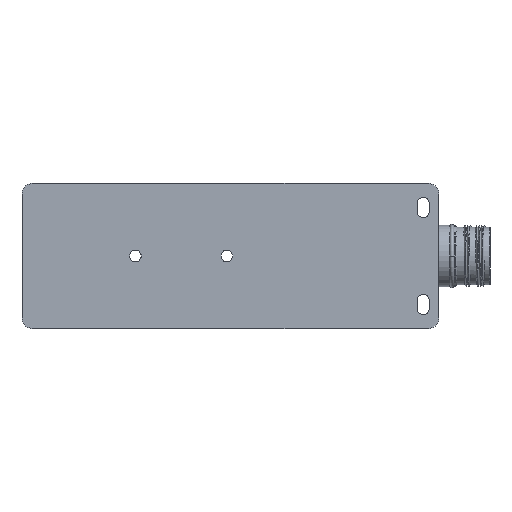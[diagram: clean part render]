
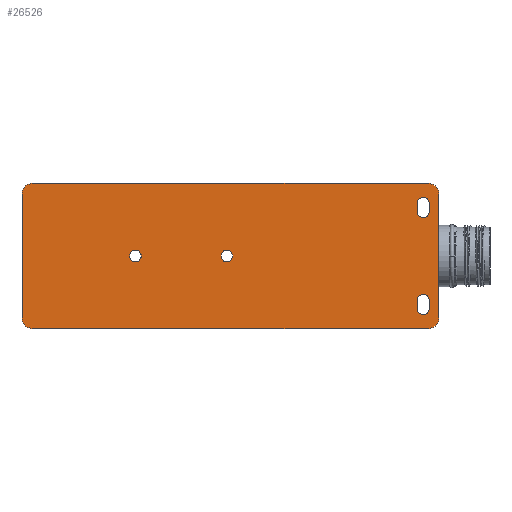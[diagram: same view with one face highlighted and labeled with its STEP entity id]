
A CAD part, front view. The second image highlights one B-rep face of the part: STEP entity #26526.
In plain terms, the highlighted planar face has unit normal (0, -1, 0).
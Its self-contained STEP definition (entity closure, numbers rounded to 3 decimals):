
#7542=CARTESIAN_POINT('',(39.15,0.,0.));
#7543=DIRECTION('',(0.,1.,0.));
#7544=DIRECTION('',(-1.,0.,0.));
#7545=AXIS2_PLACEMENT_3D('',#7542,#7543,#7544);
#7547=CARTESIAN_POINT('',(39.15,0.,0.));
#7548=DIRECTION('',(0.,1.,0.));
#7549=DIRECTION('',(0.,0.,-1.));
#7550=AXIS2_PLACEMENT_3D('',#7547,#7548,#7549);
#7552=CARTESIAN_POINT('',(39.15,0.,0.));
#7553=DIRECTION('',(0.,1.,0.));
#7554=DIRECTION('',(1.,0.,0.));
#7555=AXIS2_PLACEMENT_3D('',#7552,#7553,#7554);
#7557=CARTESIAN_POINT('',(39.15,0.,0.));
#7558=DIRECTION('',(0.,1.,0.));
#7559=DIRECTION('',(0.,0.,1.));
#7560=AXIS2_PLACEMENT_3D('',#7557,#7558,#7559);
#7562=CARTESIAN_POINT('',(73.15,0.,0.));
#7563=DIRECTION('',(0.,1.,0.));
#7564=DIRECTION('',(-1.,0.,0.));
#7565=AXIS2_PLACEMENT_3D('',#7562,#7563,#7564);
#7567=CARTESIAN_POINT('',(73.15,0.,0.));
#7568=DIRECTION('',(0.,1.,0.));
#7569=DIRECTION('',(0.,0.,-1.));
#7570=AXIS2_PLACEMENT_3D('',#7567,#7568,#7569);
#7572=CARTESIAN_POINT('',(73.15,0.,0.));
#7573=DIRECTION('',(0.,1.,0.));
#7574=DIRECTION('',(1.,0.,0.));
#7575=AXIS2_PLACEMENT_3D('',#7572,#7573,#7574);
#7577=CARTESIAN_POINT('',(73.15,0.,0.));
#7578=DIRECTION('',(0.,1.,0.));
#7579=DIRECTION('',(0.,0.,1.));
#7580=AXIS2_PLACEMENT_3D('',#7577,#7578,#7579);
#7582=CARTESIAN_POINT('',(146.15,0.,-19.5));
#7583=DIRECTION('',(0.,1.,0.));
#7584=DIRECTION('',(1.,0.,0.));
#7585=AXIS2_PLACEMENT_3D('',#7582,#7583,#7584);
#7587=DIRECTION('',(0.,0.,-1.));
#7588=VECTOR('',#7587,3.);
#7589=CARTESIAN_POINT('',(148.4,0.,-16.5));
#7590=LINE('',#7589,#7588);
#7591=CARTESIAN_POINT('',(146.15,0.,-16.5));
#7592=DIRECTION('',(0.,1.,0.));
#7593=DIRECTION('',(0.,0.,1.));
#7594=AXIS2_PLACEMENT_3D('',#7591,#7592,#7593);
#7596=CARTESIAN_POINT('',(146.15,0.,-16.5));
#7597=DIRECTION('',(0.,1.,0.));
#7598=DIRECTION('',(-1.,0.,0.));
#7599=AXIS2_PLACEMENT_3D('',#7596,#7597,#7598);
#7601=DIRECTION('',(0.,0.,1.));
#7602=VECTOR('',#7601,3.);
#7603=CARTESIAN_POINT('',(143.9,0.,-19.5));
#7604=LINE('',#7603,#7602);
#7605=CARTESIAN_POINT('',(146.15,0.,-19.5));
#7606=DIRECTION('',(0.,1.,0.));
#7607=DIRECTION('',(0.,0.,-1.));
#7608=AXIS2_PLACEMENT_3D('',#7605,#7606,#7607);
#7610=CARTESIAN_POINT('',(146.15,0.,16.5));
#7611=DIRECTION('',(0.,1.,0.));
#7612=DIRECTION('',(1.,0.,0.));
#7613=AXIS2_PLACEMENT_3D('',#7610,#7611,#7612);
#7615=DIRECTION('',(0.,0.,-1.));
#7616=VECTOR('',#7615,3.);
#7617=CARTESIAN_POINT('',(148.4,0.,19.5));
#7618=LINE('',#7617,#7616);
#7619=CARTESIAN_POINT('',(146.15,0.,19.5));
#7620=DIRECTION('',(0.,1.,0.));
#7621=DIRECTION('',(0.,0.,1.));
#7622=AXIS2_PLACEMENT_3D('',#7619,#7620,#7621);
#7624=CARTESIAN_POINT('',(146.15,0.,19.5));
#7625=DIRECTION('',(0.,1.,0.));
#7626=DIRECTION('',(-1.,0.,0.));
#7627=AXIS2_PLACEMENT_3D('',#7624,#7625,#7626);
#7629=DIRECTION('',(0.,0.,1.));
#7630=VECTOR('',#7629,3.);
#7631=CARTESIAN_POINT('',(143.9,0.,16.5));
#7632=LINE('',#7631,#7630);
#7633=CARTESIAN_POINT('',(146.15,0.,16.5));
#7634=DIRECTION('',(0.,1.,0.));
#7635=DIRECTION('',(0.,0.,-1.));
#7636=AXIS2_PLACEMENT_3D('',#7633,#7634,#7635);
#7638=CARTESIAN_POINT('',(1.,0.,-23.));
#7639=DIRECTION('',(0.,-1.,0.));
#7640=DIRECTION('',(-1.,0.,0.));
#7641=AXIS2_PLACEMENT_3D('',#7638,#7639,#7640);
#7643=DIRECTION('',(0.,0.,-1.));
#7644=VECTOR('',#7643,46.);
#7645=CARTESIAN_POINT('',(-3.,0.,23.));
#7646=LINE('',#7645,#7644);
#7647=CARTESIAN_POINT('',(1.,0.,23.));
#7648=DIRECTION('',(0.,-1.,0.));
#7649=DIRECTION('',(0.,0.,1.));
#7650=AXIS2_PLACEMENT_3D('',#7647,#7648,#7649);
#7652=DIRECTION('',(-1.,0.,0.));
#7653=VECTOR('',#7652,147.);
#7654=CARTESIAN_POINT('',(148.,0.,27.));
#7655=LINE('',#7654,#7653);
#7656=CARTESIAN_POINT('',(148.,0.,23.));
#7657=DIRECTION('',(0.,-1.,0.));
#7658=DIRECTION('',(1.,0.,0.));
#7659=AXIS2_PLACEMENT_3D('',#7656,#7657,#7658);
#7661=DIRECTION('',(0.,0.,1.));
#7662=VECTOR('',#7661,46.);
#7663=CARTESIAN_POINT('',(152.,0.,-23.));
#7664=LINE('',#7663,#7662);
#7665=CARTESIAN_POINT('',(148.,0.,-23.));
#7666=DIRECTION('',(0.,-1.,0.));
#7667=DIRECTION('',(0.,0.,-1.));
#7668=AXIS2_PLACEMENT_3D('',#7665,#7666,#7667);
#7670=DIRECTION('',(1.,0.,0.));
#7671=VECTOR('',#7670,147.);
#7672=CARTESIAN_POINT('',(1.,0.,-27.));
#7673=LINE('',#7672,#7671);
#12303=CARTESIAN_POINT('',(37.,0.,0.));
#12304=CARTESIAN_POINT('',(39.15,0.,2.15));
#12305=VERTEX_POINT('',#12303);
#12306=VERTEX_POINT('',#12304);
#12307=CARTESIAN_POINT('',(41.3,0.,0.));
#12308=VERTEX_POINT('',#12307);
#12309=CARTESIAN_POINT('',(39.15,0.,-2.15));
#12310=VERTEX_POINT('',#12309);
#12311=CARTESIAN_POINT('',(71.,0.,0.));
#12312=CARTESIAN_POINT('',(73.15,0.,2.15));
#12313=VERTEX_POINT('',#12311);
#12314=VERTEX_POINT('',#12312);
#12315=CARTESIAN_POINT('',(75.3,0.,0.));
#12316=VERTEX_POINT('',#12315);
#12317=CARTESIAN_POINT('',(73.15,0.,-2.15));
#12318=VERTEX_POINT('',#12317);
#12319=CARTESIAN_POINT('',(148.4,0.,-19.5));
#12320=CARTESIAN_POINT('',(146.15,0.,-21.75));
#12321=VERTEX_POINT('',#12319);
#12322=VERTEX_POINT('',#12320);
#12323=CARTESIAN_POINT('',(143.9,0.,-19.5));
#12324=VERTEX_POINT('',#12323);
#12325=CARTESIAN_POINT('',(143.9,0.,-16.5));
#12326=VERTEX_POINT('',#12325);
#12327=CARTESIAN_POINT('',(146.15,0.,-14.25));
#12328=VERTEX_POINT('',#12327);
#12329=CARTESIAN_POINT('',(148.4,0.,-16.5));
#12330=VERTEX_POINT('',#12329);
#12331=CARTESIAN_POINT('',(148.4,0.,16.5));
#12332=CARTESIAN_POINT('',(146.15,0.,14.25));
#12333=VERTEX_POINT('',#12331);
#12334=VERTEX_POINT('',#12332);
#12335=CARTESIAN_POINT('',(143.9,0.,16.5));
#12336=VERTEX_POINT('',#12335);
#12337=CARTESIAN_POINT('',(143.9,0.,19.5));
#12338=VERTEX_POINT('',#12337);
#12339=CARTESIAN_POINT('',(146.15,0.,21.75));
#12340=VERTEX_POINT('',#12339);
#12341=CARTESIAN_POINT('',(148.4,0.,19.5));
#12342=VERTEX_POINT('',#12341);
#12343=CARTESIAN_POINT('',(-3.,0.,-23.));
#12344=CARTESIAN_POINT('',(1.,0.,-27.));
#12345=VERTEX_POINT('',#12343);
#12346=VERTEX_POINT('',#12344);
#12347=CARTESIAN_POINT('',(148.,0.,-27.));
#12348=VERTEX_POINT('',#12347);
#12349=CARTESIAN_POINT('',(152.,0.,-23.));
#12350=VERTEX_POINT('',#12349);
#12351=CARTESIAN_POINT('',(152.,0.,23.));
#12352=VERTEX_POINT('',#12351);
#12353=CARTESIAN_POINT('',(148.,0.,27.));
#12354=VERTEX_POINT('',#12353);
#12355=CARTESIAN_POINT('',(1.,0.,27.));
#12356=VERTEX_POINT('',#12355);
#12357=CARTESIAN_POINT('',(-3.,0.,23.));
#12358=VERTEX_POINT('',#12357);
#26459=CARTESIAN_POINT('',(-88.6,0.,0.25));
#26460=DIRECTION('',(0.,1.,0.));
#26461=DIRECTION('',(-1.,0.,0.));
#26462=AXIS2_PLACEMENT_3D('',#26459,#26460,#26461);
#26463=PLANE('',#26462);
#26465=ORIENTED_EDGE('',*,*,#26464,.F.);
#26467=ORIENTED_EDGE('',*,*,#26466,.F.);
#26469=ORIENTED_EDGE('',*,*,#26468,.F.);
#26471=ORIENTED_EDGE('',*,*,#26470,.F.);
#26473=ORIENTED_EDGE('',*,*,#26472,.F.);
#26475=ORIENTED_EDGE('',*,*,#26474,.F.);
#26477=ORIENTED_EDGE('',*,*,#26476,.F.);
#26479=ORIENTED_EDGE('',*,*,#26478,.F.);
#26480=EDGE_LOOP('',(#26465,#26467,#26469,#26471,#26473,#26475,#26477,#26479));
#26481=FACE_OUTER_BOUND('',#26480,.F.);
#26482=ORIENTED_EDGE('',*,*,#26452,.F.);
#26483=ORIENTED_EDGE('',*,*,#26436,.F.);
#26484=ORIENTED_EDGE('',*,*,#26434,.F.);
#26485=ORIENTED_EDGE('',*,*,#26454,.F.);
#26486=EDGE_LOOP('',(#26482,#26483,#26484,#26485));
#26487=FACE_BOUND('',#26486,.F.);
#26489=ORIENTED_EDGE('',*,*,#26488,.F.);
#26491=ORIENTED_EDGE('',*,*,#26490,.F.);
#26493=ORIENTED_EDGE('',*,*,#26492,.F.);
#26495=ORIENTED_EDGE('',*,*,#26494,.F.);
#26497=ORIENTED_EDGE('',*,*,#26496,.F.);
#26499=ORIENTED_EDGE('',*,*,#26498,.F.);
#26500=EDGE_LOOP('',(#26489,#26491,#26493,#26495,#26497,#26499));
#26501=FACE_BOUND('',#26500,.F.);
#26503=ORIENTED_EDGE('',*,*,#26502,.F.);
#26505=ORIENTED_EDGE('',*,*,#26504,.F.);
#26507=ORIENTED_EDGE('',*,*,#26506,.F.);
#26509=ORIENTED_EDGE('',*,*,#26508,.F.);
#26511=ORIENTED_EDGE('',*,*,#26510,.F.);
#26513=ORIENTED_EDGE('',*,*,#26512,.F.);
#26514=EDGE_LOOP('',(#26503,#26505,#26507,#26509,#26511,#26513));
#26515=FACE_BOUND('',#26514,.F.);
#26517=ORIENTED_EDGE('',*,*,#26516,.F.);
#26519=ORIENTED_EDGE('',*,*,#26518,.F.);
#26521=ORIENTED_EDGE('',*,*,#26520,.F.);
#26523=ORIENTED_EDGE('',*,*,#26522,.F.);
#26524=EDGE_LOOP('',(#26517,#26519,#26521,#26523));
#26525=FACE_BOUND('',#26524,.F.);
#26526=ADVANCED_FACE('',(#26481,#26487,#26501,#26515,#26525),#26463,.F.);
#7546=CIRCLE('',#7545,2.15);
#7551=CIRCLE('',#7550,2.15);
#7556=CIRCLE('',#7555,2.15);
#7561=CIRCLE('',#7560,2.15);
#7566=CIRCLE('',#7565,2.15);
#7571=CIRCLE('',#7570,2.15);
#7576=CIRCLE('',#7575,2.15);
#7581=CIRCLE('',#7580,2.15);
#7586=CIRCLE('',#7585,2.25);
#7595=CIRCLE('',#7594,2.25);
#7600=CIRCLE('',#7599,2.25);
#7609=CIRCLE('',#7608,2.25);
#7614=CIRCLE('',#7613,2.25);
#7623=CIRCLE('',#7622,2.25);
#7628=CIRCLE('',#7627,2.25);
#7637=CIRCLE('',#7636,2.25);
#7642=CIRCLE('',#7641,4.);
#7651=CIRCLE('',#7650,4.);
#7660=CIRCLE('',#7659,4.);
#7669=CIRCLE('',#7668,4.);
#26434=EDGE_CURVE('',#12316,#12318,#7576,.T.);
#26436=EDGE_CURVE('',#12318,#12313,#7571,.T.);
#26452=EDGE_CURVE('',#12313,#12314,#7566,.T.);
#26454=EDGE_CURVE('',#12314,#12316,#7581,.T.);
#26464=EDGE_CURVE('',#12345,#12346,#7642,.T.);
#26466=EDGE_CURVE('',#12358,#12345,#7646,.T.);
#26468=EDGE_CURVE('',#12356,#12358,#7651,.T.);
#26470=EDGE_CURVE('',#12354,#12356,#7655,.T.);
#26472=EDGE_CURVE('',#12352,#12354,#7660,.T.);
#26474=EDGE_CURVE('',#12350,#12352,#7664,.T.);
#26476=EDGE_CURVE('',#12348,#12350,#7669,.T.);
#26478=EDGE_CURVE('',#12346,#12348,#7673,.T.);
#26488=EDGE_CURVE('',#12321,#12322,#7586,.T.);
#26490=EDGE_CURVE('',#12330,#12321,#7590,.T.);
#26492=EDGE_CURVE('',#12328,#12330,#7595,.T.);
#26494=EDGE_CURVE('',#12326,#12328,#7600,.T.);
#26496=EDGE_CURVE('',#12324,#12326,#7604,.T.);
#26498=EDGE_CURVE('',#12322,#12324,#7609,.T.);
#26502=EDGE_CURVE('',#12333,#12334,#7614,.T.);
#26504=EDGE_CURVE('',#12342,#12333,#7618,.T.);
#26506=EDGE_CURVE('',#12340,#12342,#7623,.T.);
#26508=EDGE_CURVE('',#12338,#12340,#7628,.T.);
#26510=EDGE_CURVE('',#12336,#12338,#7632,.T.);
#26512=EDGE_CURVE('',#12334,#12336,#7637,.T.);
#26516=EDGE_CURVE('',#12305,#12306,#7546,.T.);
#26518=EDGE_CURVE('',#12310,#12305,#7551,.T.);
#26520=EDGE_CURVE('',#12308,#12310,#7556,.T.);
#26522=EDGE_CURVE('',#12306,#12308,#7561,.T.);
